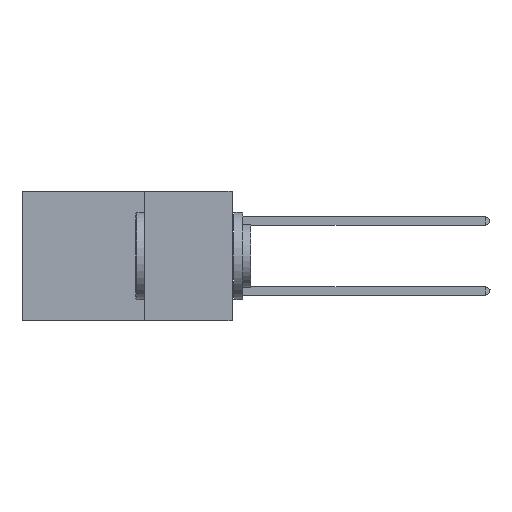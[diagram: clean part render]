
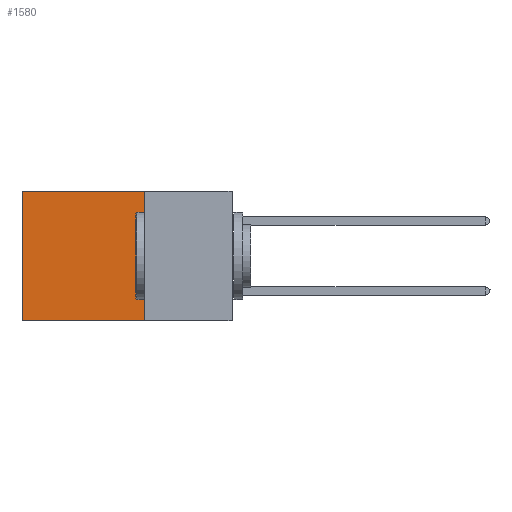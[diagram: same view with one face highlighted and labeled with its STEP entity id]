
A CAD part, left-side view. The second image highlights one B-rep face of the part: STEP entity #1580.
In plain terms, the highlighted planar face has unit normal (-1, 0, 0).
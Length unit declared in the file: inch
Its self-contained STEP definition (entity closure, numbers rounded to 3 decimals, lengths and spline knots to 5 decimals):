
#360 = ORIENTED_EDGE ( 'NONE', *, *, #38717, .T. ) ;
#1580 = ADVANCED_FACE ( 'NONE', ( #3873 ), #10908, .F. ) ;
#3873 = FACE_OUTER_BOUND ( 'NONE', #19234, .T. ) ;
#4122 = LINE ( 'NONE', #25857, #35950 ) ;
#4374 = ORIENTED_EDGE ( 'NONE', *, *, #5313, .F. ) ;
#5245 = CARTESIAN_POINT ( 'NONE',  ( 0.2875, 0.6, 0. ) ) ;
#5313 = EDGE_CURVE ( 'NONE', #29323, #6606, #4122, .T. ) ;
#6606 = VERTEX_POINT ( 'NONE', #17572 ) ;
#8361 = DIRECTION ( 'NONE',  ( 0., 1., 0. ) ) ;
#10908 = PLANE ( 'NONE',  #14436 ) ;
#11673 = DIRECTION ( 'NONE',  ( 0., 0., -1. ) ) ;
#12020 = CARTESIAN_POINT ( 'NONE',  ( 0.2875, 0.25, -0.37 ) ) ;
#13124 = DIRECTION ( 'NONE',  ( 0., 1., 0. ) ) ;
#14436 = AXIS2_PLACEMENT_3D ( 'NONE', #17209, #17346, #39388 ) ;
#14657 = CARTESIAN_POINT ( 'NONE',  ( 0.2875, 0.25, 0. ) ) ;
#14741 = CARTESIAN_POINT ( 'NONE',  ( 0.2875, 0.25, 0. ) ) ;
#15404 = VECTOR ( 'NONE', #11673, 39.37008 ) ;
#16061 = CARTESIAN_POINT ( 'NONE',  ( 0.2875, 0.6, 0. ) ) ;
#17209 = CARTESIAN_POINT ( 'NONE',  ( 0.2875, 0.25, 0. ) ) ;
#17346 = DIRECTION ( 'NONE',  ( 1., 0., 0. ) ) ;
#17572 = CARTESIAN_POINT ( 'NONE',  ( 0.2875, 0.6, -0.37 ) ) ;
#19234 = EDGE_LOOP ( 'NONE', ( #29359, #4374, #26661, #360 ) ) ;
#19461 = VECTOR ( 'NONE', #8361, 39.37008 ) ;
#19986 = VERTEX_POINT ( 'NONE', #5245 ) ;
#20192 = VERTEX_POINT ( 'NONE', #31647 ) ;
#23479 = VECTOR ( 'NONE', #31828, 39.37008 ) ;
#23828 = LINE ( 'NONE', #14741, #15404 ) ;
#25857 = CARTESIAN_POINT ( 'NONE',  ( 0.2875, 0.25, -0.37 ) ) ;
#26661 = ORIENTED_EDGE ( 'NONE', *, *, #32186, .F. ) ;
#29323 = VERTEX_POINT ( 'NONE', #12020 ) ;
#29359 = ORIENTED_EDGE ( 'NONE', *, *, #36812, .T. ) ;
#31647 = CARTESIAN_POINT ( 'NONE',  ( 0.2875, 0.25, 0. ) ) ;
#31828 = DIRECTION ( 'NONE',  ( 0., 0., -1. ) ) ;
#32186 = EDGE_CURVE ( 'NONE', #20192, #29323, #23828, .T. ) ;
#35950 = VECTOR ( 'NONE', #13124, 39.37008 ) ;
#36812 = EDGE_CURVE ( 'NONE', #19986, #6606, #39757, .T. ) ;
#37225 = LINE ( 'NONE', #14657, #19461 ) ;
#38717 = EDGE_CURVE ( 'NONE', #20192, #19986, #37225, .T. ) ;
#39388 = DIRECTION ( 'NONE',  ( 0., 0., -1. ) ) ;
#39757 = LINE ( 'NONE', #16061, #23479 ) ;
